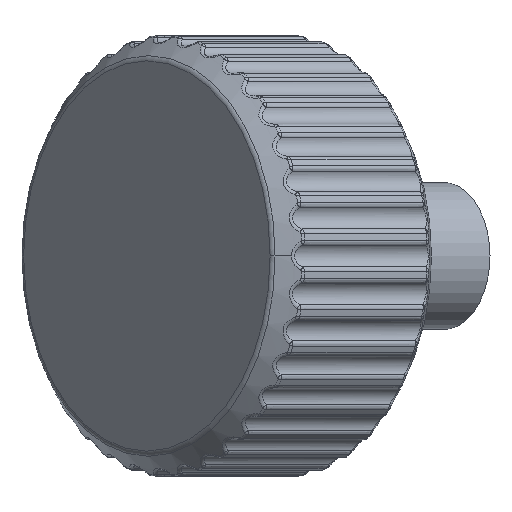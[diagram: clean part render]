
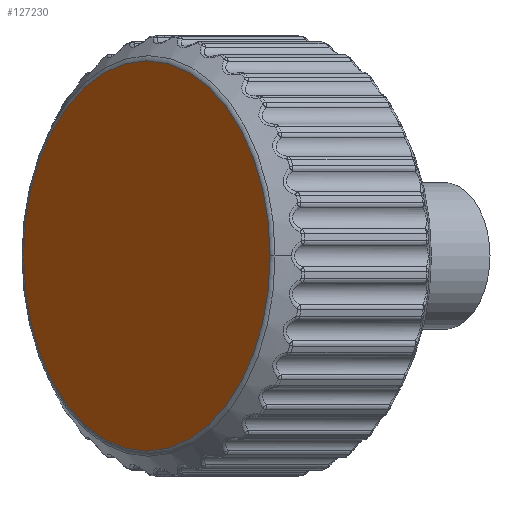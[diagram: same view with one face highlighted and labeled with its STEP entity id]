
A CAD part, left-side view. The second image highlights one B-rep face of the part: STEP entity #127230.
In plain terms, the highlighted planar face has unit normal (-0.631, 0.776, 0).
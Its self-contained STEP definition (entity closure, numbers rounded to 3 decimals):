
#127030=CARTESIAN_POINT('',(-30.395,-26.022,
-145.648));
#127040=DIRECTION('',(0.631,-0.776,
0.));
#127050=DIRECTION('',(0.,0.,1.));
#127060=AXIS2_PLACEMENT_3D('',#127030,#127040,#127050);
#127070=PLANE('',#127060);
#127080=CARTESIAN_POINT('',(-53.664,-44.958,-142.5))
;
#127090=DIRECTION('',(0.631,-0.776,
0.));
#127100=DIRECTION('',(-0.776,-0.631,
0.));
#127110=AXIS2_PLACEMENT_3D('',#127080,#127090,#127100);
#127120=CIRCLE('',#127110,13.269);
#127130=CARTESIAN_POINT('',(-63.956,-53.332,-142.5))
;
#127140=VERTEX_POINT('',#127130);
#127150=CARTESIAN_POINT('',(-43.372,-36.583,-142.5))
;
#127160=VERTEX_POINT('',#127150);
#127170=EDGE_CURVE('',#127140,#127160,#127120,.T.);
#127180=ORIENTED_EDGE('',*,*,#127170,.F.);
#127190=EDGE_CURVE('',#127160,#127140,#127120,.T.);
#127200=ORIENTED_EDGE('',*,*,#127190,.F.);
#127210=EDGE_LOOP('',(#127200,#127180));
#127220=FACE_OUTER_BOUND('',#127210,.T.);
#127230=ADVANCED_FACE('',(#127220),#127070,.F.);
